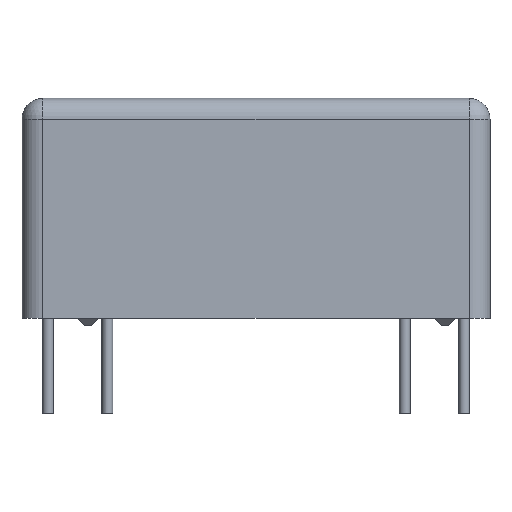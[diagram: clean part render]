
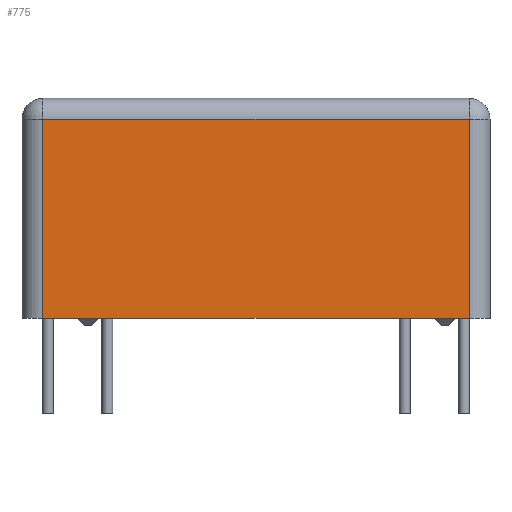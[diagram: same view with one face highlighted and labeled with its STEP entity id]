
A CAD part, front view. The second image highlights one B-rep face of the part: STEP entity #775.
In plain terms, the highlighted planar face has unit normal (0, -1, 0).
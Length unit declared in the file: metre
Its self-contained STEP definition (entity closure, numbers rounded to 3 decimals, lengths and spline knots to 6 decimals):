
#52=LINE('',#1483,#120);
#66=LINE('',#1519,#134);
#67=LINE('',#1523,#135);
#68=LINE('',#1525,#136);
#120=VECTOR('',#1245,1.);
#134=VECTOR('',#1277,1.);
#135=VECTOR('',#1282,1.);
#136=VECTOR('',#1283,1.);
#225=ORIENTED_EDGE('',*,*,#408,.F.);
#226=ORIENTED_EDGE('',*,*,#409,.T.);
#227=ORIENTED_EDGE('',*,*,#406,.T.);
#228=ORIENTED_EDGE('',*,*,#388,.T.);
#388=EDGE_CURVE('',#485,#484,#52,.T.);
#406=EDGE_CURVE('',#498,#485,#66,.T.);
#408=EDGE_CURVE('',#499,#484,#67,.T.);
#409=EDGE_CURVE('',#499,#498,#68,.F.);
#484=VERTEX_POINT('',#1482);
#485=VERTEX_POINT('',#1484);
#498=VERTEX_POINT('',#1520);
#499=VERTEX_POINT('',#1524);
#571=EDGE_LOOP('',(#225,#226,#227,#228));
#637=FACE_BOUND('',#571,.T.);
#690=PLANE('',#1153);
#775=ADVANCED_FACE('',(#637),#690,.F.);
#1153=AXIS2_PLACEMENT_3D('',#1522,#1280,#1281);
#1245=DIRECTION('',(1.,0.,0.));
#1277=DIRECTION('',(0.,0.,-1.));
#1280=DIRECTION('',(0.,1.,0.));
#1281=DIRECTION('',(0.,0.,1.));
#1282=DIRECTION('',(0.,0.,-1.));
#1283=DIRECTION('',(1.,0.,0.));
#1482=CARTESIAN_POINT('',(0.009106,-0.002489,0.000305));
#1483=CARTESIAN_POINT('',(0.,-0.002489,0.000305));
#1484=CARTESIAN_POINT('',(-0.009106,-0.002489,0.000305));
#1519=CARTESIAN_POINT('',(-0.009106,-0.002489,0.009703));
#1520=CARTESIAN_POINT('',(-0.009106,-0.002489,0.008814));
#1522=CARTESIAN_POINT('',(0.,-0.002489,0.009703));
#1523=CARTESIAN_POINT('',(0.009106,-0.002489,0.009703));
#1524=CARTESIAN_POINT('',(0.009106,-0.002489,0.008814));
#1525=CARTESIAN_POINT('',(-0.009106,-0.002489,0.008814));
